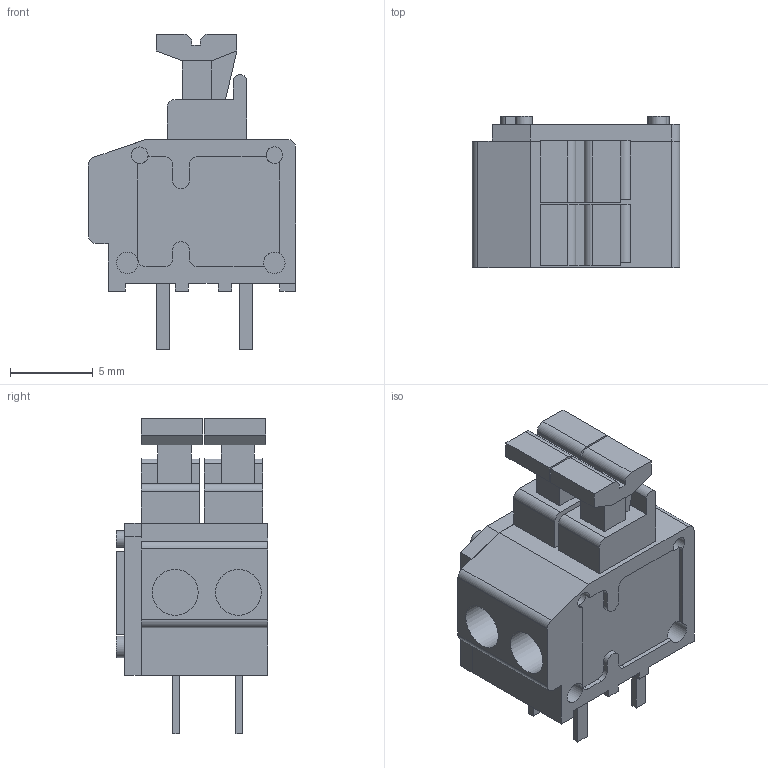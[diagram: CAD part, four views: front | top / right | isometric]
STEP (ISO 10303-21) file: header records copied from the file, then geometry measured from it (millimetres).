
FILE_DESCRIPTION(/* description */ ('STEP AP242','CAx-IF Rec.Pracs.---Representation and Presentation of Product Manufacturing Information (PMI)---4.0---2014-10-13','CAx-IF Rec.Pracs.---3D Tessellated Geometry---0.4---2014-09-14','2;1'),/* implementation_level */ '2;1');
FILE_NAME(/* name */ '6180703d51dbd44c74286b67',/* time_stamp */ '2021-11-01T22:54:55+00:00',/* author */ (''),/* organization */ (''),/* preprocessor_version */ 'ST-DEVELOPER v18.1',/* originating_system */ ' ',/* authorisation */ ' ');
FILE_SCHEMA (('AP242_MANAGED_MODEL_BASED_3D_ENGINEERING_MIM_LF { 1 0 10303 442 1 1 4 }'));
Length unit declared in the file: metre
Products named in the file (3): pins; side; body
Bounding box: 12.5 x 9.12 x 19.02 mm (x, y, z)
Volume: 926.7 mm3; surface area: 1518.9 mm2
Topology: 3 solids, 4 shells, 220 faces, 589 edges, 389 vertices
Faces by surface type: plane 173, cylinder 47
Full cylindrical faces by diameter (mm): 1 x6, 1.3 x6, 2.762 x2
Entity records: 6795 total; most frequent: CARTESIAN_POINT 1179, ORIENTED_EDGE 1142, DIRECTION 1114, EDGE_CURVE 571, LINE 474, VECTOR 474, VERTEX_POINT 385, AXIS2_PLACEMENT_3D 320
